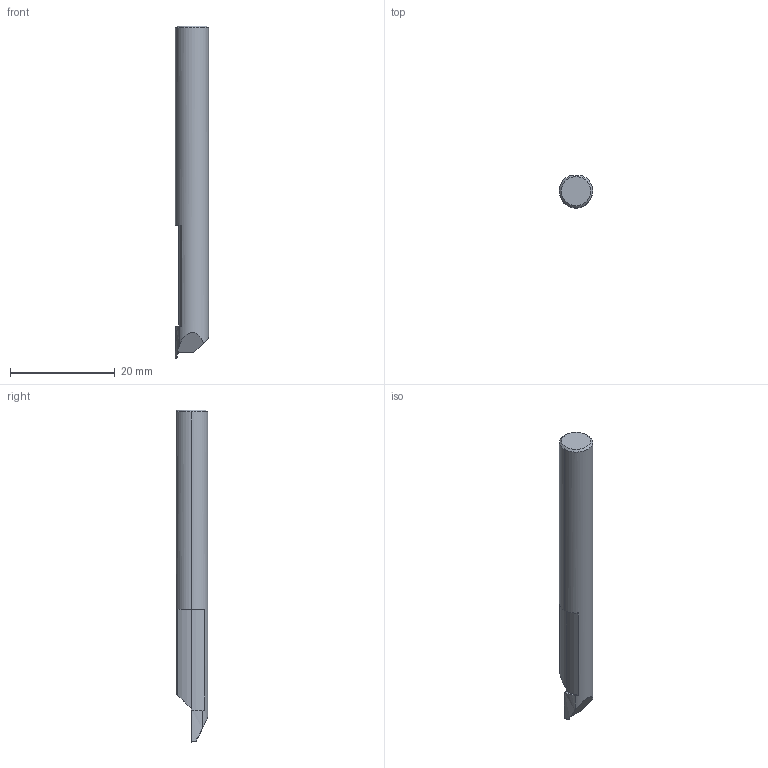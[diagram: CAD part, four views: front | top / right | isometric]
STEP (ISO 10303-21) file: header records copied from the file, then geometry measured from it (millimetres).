
FILE_DESCRIPTION (( 'STEP AP214' ), '1' );
FILE_NAME ('Micro_FGC3-250-015-025X.STEP', '2021-09-08T15:29:55', ( '' ), ( '' ), 'SwSTEP 2.0', 'SolidWorks 2020', '' );
FILE_SCHEMA (( 'AUTOMOTIVE_DESIGN' ));
Length unit declared in the file: inch
Products named in the file (1): Micro_FGC3-250-015-025X
Bounding box: 6.35 x 6.1 x 63.5 mm (x, y, z)
Volume: 1786 mm3; surface area: 1243.4 mm2
Topology: 1 solids, 1 shells, 25 faces, 65 edges, 42 vertices
Faces by surface type: plane 13, cylinder 8, cone 3, bspline 1
Entity records: 843 total; most frequent: CARTESIAN_POINT 241, ORIENTED_EDGE 130, DIRECTION 104, EDGE_CURVE 65, VERTEX_POINT 42, AXIS2_PLACEMENT_3D 37, VECTOR 30, LINE 30
